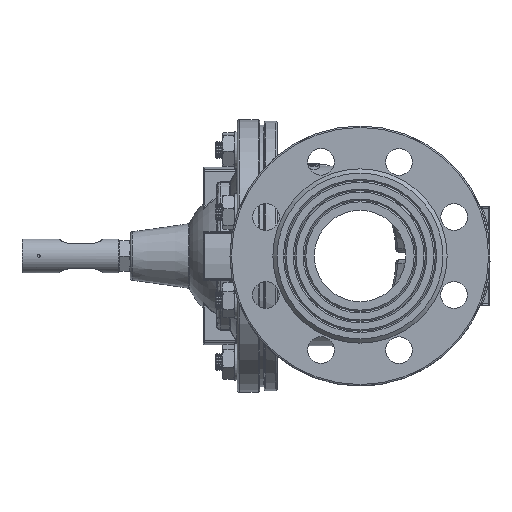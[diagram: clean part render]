
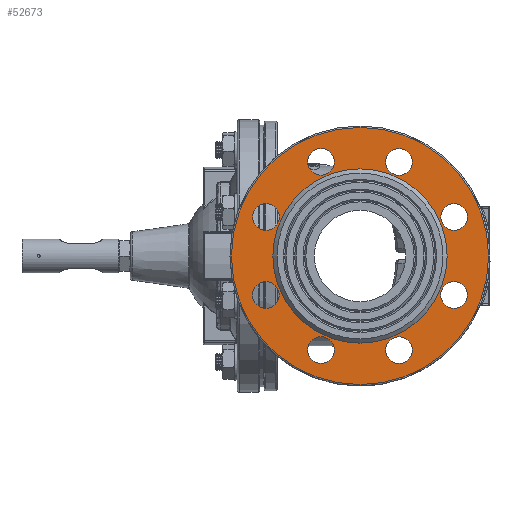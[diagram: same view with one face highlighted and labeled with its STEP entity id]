
A CAD part, left-side view. The second image highlights one B-rep face of the part: STEP entity #52673.
In plain terms, the highlighted planar face has unit normal (-1, 0, 0).
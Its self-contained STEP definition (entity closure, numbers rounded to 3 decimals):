
#412 = PLANE ( 'NONE',  #23966 ) ;
#1114 = ORIENTED_EDGE ( 'NONE', *, *, #16836, .T. ) ;
#1848 = EDGE_LOOP ( 'NONE', ( #1114 ) ) ;
#1983 = AXIS2_PLACEMENT_3D ( 'NONE', #12828, #12667, #12462 ) ;
#2052 = AXIS2_PLACEMENT_3D ( 'NONE', #49933, #12905, #52319 ) ;
#2375 = AXIS2_PLACEMENT_3D ( 'NONE', #6195, #6130, #5990 ) ;
#2591 = EDGE_CURVE ( 'NONE', #42166, #42166, #60322, .T. ) ;
#3322 = EDGE_LOOP ( 'NONE', ( #49946 ) ) ;
#3352 = FACE_BOUND ( 'NONE', #1848, .T. ) ;
#3839 = ORIENTED_EDGE ( 'NONE', *, *, #5472, .T. ) ;
#4192 = ORIENTED_EDGE ( 'NONE', *, *, #56726, .T. ) ;
#5172 = CARTESIAN_POINT ( 'NONE',  ( -142., 92.5, 0. ) ) ;
#5472 = EDGE_CURVE ( 'NONE', #26168, #26168, #38014, .T. ) ;
#5655 = VERTEX_POINT ( 'NONE', #26410 ) ;
#5990 = DIRECTION ( 'NONE',  ( 0., -1., 0. ) ) ;
#6130 = DIRECTION ( 'NONE',  ( 1., 0., 0. ) ) ;
#6195 = CARTESIAN_POINT ( 'NONE',  ( -142., 25.519, -27.745 ) ) ;
#7562 = CARTESIAN_POINT ( 'NONE',  ( -142., 120.245, -76.481 ) ) ;
#7912 = CIRCLE ( 'NONE', #46706, 9.5 ) ;
#8642 = EDGE_LOOP ( 'NONE', ( #39637 ) ) ;
#9467 = ORIENTED_EDGE ( 'NONE', *, *, #43283, .T. ) ;
#9742 = DIRECTION ( 'NONE',  ( 0., 0.707, 0.707 ) ) ;
#10060 = DIRECTION ( 'NONE',  ( 0., 0., 1. ) ) ;
#10784 = EDGE_CURVE ( 'NONE', #31444, #31444, #39602, .T. ) ;
#11005 = EDGE_LOOP ( 'NONE', ( #50330 ) ) ;
#12462 = DIRECTION ( 'NONE',  ( 0., 1., 0. ) ) ;
#12667 = DIRECTION ( 'NONE',  ( 1., 0., 0. ) ) ;
#12828 = CARTESIAN_POINT ( 'NONE',  ( -142., 159.481, 27.745 ) ) ;
#12905 = DIRECTION ( 'NONE',  ( 1., 0., 0. ) ) ;
#13296 = EDGE_LOOP ( 'NONE', ( #9467 ) ) ;
#14798 = FACE_OUTER_BOUND ( 'NONE', #13296, .T. ) ;
#15817 = CARTESIAN_POINT ( 'NONE',  ( -142., 159.481, -27.745 ) ) ;
#16298 = FACE_BOUND ( 'NONE', #19409, .T. ) ;
#16332 = EDGE_LOOP ( 'NONE', ( #43030 ) ) ;
#16461 = DIRECTION ( 'NONE',  ( 1., 0., 0. ) ) ;
#16836 = EDGE_CURVE ( 'NONE', #25375, #25375, #46448, .T. ) ;
#17154 = DIRECTION ( 'NONE',  ( -1., 0., 0. ) ) ;
#18423 = CARTESIAN_POINT ( 'NONE',  ( -142., 64.755, 66.981 ) ) ;
#19409 = EDGE_LOOP ( 'NONE', ( #53668 ) ) ;
#20632 = DIRECTION ( 'NONE',  ( 0., 0.707, -0.707 ) ) ;
#22769 = CARTESIAN_POINT ( 'NONE',  ( -142., 166.199, -34.462 ) ) ;
#23288 = DIRECTION ( 'NONE',  ( 0., 0., 1. ) ) ;
#23557 = CARTESIAN_POINT ( 'NONE',  ( -142., 25.519, 27.745 ) ) ;
#23966 = AXIS2_PLACEMENT_3D ( 'NONE', #45555, #16461, #50458 ) ;
#25370 = CARTESIAN_POINT ( 'NONE',  ( -142., 16.019, -27.745 ) ) ;
#25375 = VERTEX_POINT ( 'NONE', #25370 ) ;
#26168 = VERTEX_POINT ( 'NONE', #44115 ) ;
#26241 = AXIS2_PLACEMENT_3D ( 'NONE', #23557, #57612, #28440 ) ;
#26410 = CARTESIAN_POINT ( 'NONE',  ( -142., 64.755, 76.481 ) ) ;
#26472 = CARTESIAN_POINT ( 'NONE',  ( -142., 120.245, 66.981 ) ) ;
#26916 = EDGE_LOOP ( 'NONE', ( #45134 ) ) ;
#27372 = EDGE_CURVE ( 'NONE', #39028, #39028, #33761, .T. ) ;
#27602 = FACE_BOUND ( 'NONE', #11005, .T. ) ;
#28144 = CARTESIAN_POINT ( 'NONE',  ( -142., 120.245, -66.981 ) ) ;
#28440 = DIRECTION ( 'NONE',  ( 0., -0.707, 0.707 ) ) ;
#29141 = FACE_BOUND ( 'NONE', #26916, .T. ) ;
#31444 = VERTEX_POINT ( 'NONE', #39624 ) ;
#31904 = CARTESIAN_POINT ( 'NONE',  ( -142., 92.5, 91.5 ) ) ;
#32858 = VERTEX_POINT ( 'NONE', #22769 ) ;
#32978 = EDGE_CURVE ( 'NONE', #44368, #44368, #37893, .T. ) ;
#33036 = DIRECTION ( 'NONE',  ( 0., 0., -1. ) ) ;
#33529 = EDGE_CURVE ( 'NONE', #5655, #5655, #58380, .T. ) ;
#33761 = CIRCLE ( 'NONE', #26241, 9.5 ) ;
#34516 = CIRCLE ( 'NONE', #37864, 9.5 ) ;
#35246 = FACE_BOUND ( 'NONE', #43671, .T. ) ;
#35762 = AXIS2_PLACEMENT_3D ( 'NONE', #46266, #17154, #51151 ) ;
#37864 = AXIS2_PLACEMENT_3D ( 'NONE', #15817, #49786, #20632 ) ;
#37893 = CIRCLE ( 'NONE', #52172, 62. ) ;
#38014 = CIRCLE ( 'NONE', #1983, 9.5 ) ;
#38700 = AXIS2_PLACEMENT_3D ( 'NONE', #18423, #52481, #23288 ) ;
#39028 = VERTEX_POINT ( 'NONE', #55160 ) ;
#39072 = DIRECTION ( 'NONE',  ( -1., 0., 0. ) ) ;
#39602 = CIRCLE ( 'NONE', #59092, 9.5 ) ;
#39624 = CARTESIAN_POINT ( 'NONE',  ( -142., 126.962, 73.699 ) ) ;
#39637 = ORIENTED_EDGE ( 'NONE', *, *, #40729, .T. ) ;
#40578 = FACE_BOUND ( 'NONE', #8642, .T. ) ;
#40729 = EDGE_CURVE ( 'NONE', #46623, #46623, #7912, .T. ) ;
#42117 = FACE_BOUND ( 'NONE', #54373, .T. ) ;
#42166 = VERTEX_POINT ( 'NONE', #48828 ) ;
#43030 = ORIENTED_EDGE ( 'NONE', *, *, #27372, .T. ) ;
#43283 = EDGE_CURVE ( 'NONE', #43576, #43576, #62439, .T. ) ;
#43576 = VERTEX_POINT ( 'NONE', #31904 ) ;
#43671 = EDGE_LOOP ( 'NONE', ( #4192 ) ) ;
#44115 = CARTESIAN_POINT ( 'NONE',  ( -142., 168.981, 27.745 ) ) ;
#44368 = VERTEX_POINT ( 'NONE', #50707 ) ;
#45134 = ORIENTED_EDGE ( 'NONE', *, *, #33529, .T. ) ;
#45555 = CARTESIAN_POINT ( 'NONE',  ( -142., 154.5, 0. ) ) ;
#46266 = CARTESIAN_POINT ( 'NONE',  ( -142., 92.5, 0. ) ) ;
#46408 = DIRECTION ( 'NONE',  ( 1., 0., 0. ) ) ;
#46448 = CIRCLE ( 'NONE', #2375, 9.5 ) ;
#46623 = VERTEX_POINT ( 'NONE', #7562 ) ;
#46706 = AXIS2_PLACEMENT_3D ( 'NONE', #28144, #62182, #33036 ) ;
#48828 = CARTESIAN_POINT ( 'NONE',  ( -142., 58.038, -73.699 ) ) ;
#49786 = DIRECTION ( 'NONE',  ( 1., 0., 0. ) ) ;
#49933 = CARTESIAN_POINT ( 'NONE',  ( -142., 64.755, -66.981 ) ) ;
#49946 = ORIENTED_EDGE ( 'NONE', *, *, #2591, .T. ) ;
#50330 = ORIENTED_EDGE ( 'NONE', *, *, #32978, .F. ) ;
#50458 = DIRECTION ( 'NONE',  ( 0., 0., -1. ) ) ;
#50707 = CARTESIAN_POINT ( 'NONE',  ( -142., 92.5, 62. ) ) ;
#51151 = DIRECTION ( 'NONE',  ( 0., 0., 1. ) ) ;
#52172 = AXIS2_PLACEMENT_3D ( 'NONE', #5172, #39072, #10060 ) ;
#52319 = DIRECTION ( 'NONE',  ( 0., -0.707, -0.707 ) ) ;
#52481 = DIRECTION ( 'NONE',  ( 1., 0., 0. ) ) ;
#52673 = ADVANCED_FACE ( 'NONE', ( #35246, #42117, #16298, #29141, #55068, #3352, #53558, #40578, #27602, #14798 ), #412, .F. ) ;
#53558 = FACE_BOUND ( 'NONE', #3322, .T. ) ;
#53668 = ORIENTED_EDGE ( 'NONE', *, *, #10784, .T. ) ;
#54373 = EDGE_LOOP ( 'NONE', ( #3839 ) ) ;
#55068 = FACE_BOUND ( 'NONE', #16332, .T. ) ;
#55160 = CARTESIAN_POINT ( 'NONE',  ( -142., 18.801, 34.462 ) ) ;
#56726 = EDGE_CURVE ( 'NONE', #32858, #32858, #34516, .T. ) ;
#57612 = DIRECTION ( 'NONE',  ( 1., 0., 0. ) ) ;
#58380 = CIRCLE ( 'NONE', #38700, 9.5 ) ;
#59092 = AXIS2_PLACEMENT_3D ( 'NONE', #26472, #46408, #9742 ) ;
#60322 = CIRCLE ( 'NONE', #2052, 9.5 ) ;
#62182 = DIRECTION ( 'NONE',  ( 1., 0., 0. ) ) ;
#62439 = CIRCLE ( 'NONE', #35762, 91.5 ) ;
